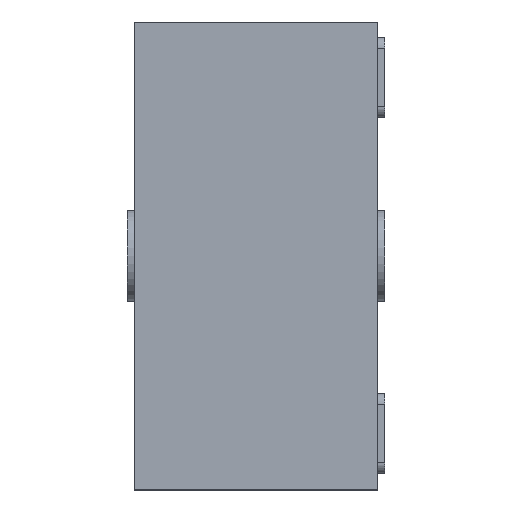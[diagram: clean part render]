
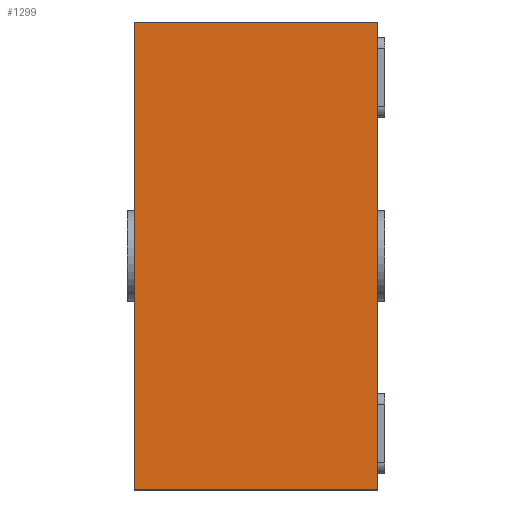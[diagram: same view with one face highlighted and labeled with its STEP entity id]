
A CAD part, left-side view. The second image highlights one B-rep face of the part: STEP entity #1299.
In plain terms, the highlighted planar face has unit normal (-1, 0, 0).
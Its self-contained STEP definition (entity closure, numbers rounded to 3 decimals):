
#10 = CARTESIAN_POINT ( 'NONE',  ( -1.019, -0.335, -0.644 ) ) ;
#26 = FACE_OUTER_BOUND ( 'NONE', #1814, .T. ) ;
#187 = CARTESIAN_POINT ( 'NONE',  ( -1.019, 0.335, 0.644 ) ) ;
#245 = EDGE_CURVE ( 'NONE', #687, #609, #1287, .T. ) ;
#328 = DIRECTION ( 'NONE',  ( 0., 0., 1. ) ) ;
#366 = DIRECTION ( 'NONE',  ( 1., 0., 0. ) ) ;
#428 = CARTESIAN_POINT ( 'NONE',  ( -1.019, 0.335, -0.644 ) ) ;
#444 = VERTEX_POINT ( 'NONE', #1484 ) ;
#478 = ORIENTED_EDGE ( 'NONE', *, *, #245, .T. ) ;
#604 = EDGE_CURVE ( 'NONE', #444, #609, #1171, .T. ) ;
#609 = VERTEX_POINT ( 'NONE', #1576 ) ;
#651 = LINE ( 'NONE', #2187, #1414 ) ;
#687 = VERTEX_POINT ( 'NONE', #10 ) ;
#737 = CARTESIAN_POINT ( 'NONE',  ( -1.019, -0.335, 0.644 ) ) ;
#800 = PLANE ( 'NONE',  #2450 ) ;
#963 = DIRECTION ( 'NONE',  ( 0., -1., 0. ) ) ;
#1144 = DIRECTION ( 'NONE',  ( 0., 0., -1. ) ) ;
#1171 = LINE ( 'NONE', #187, #2440 ) ;
#1273 = ORIENTED_EDGE ( 'NONE', *, *, #1718, .T. ) ;
#1287 = LINE ( 'NONE', #737, #2084 ) ;
#1299 = ADVANCED_FACE ( 'NONE', ( #26 ), #800, .F. ) ;
#1322 = VERTEX_POINT ( 'NONE', #1992 ) ;
#1414 = VECTOR ( 'NONE', #2214, 1000. ) ;
#1484 = CARTESIAN_POINT ( 'NONE',  ( -1.019, 0.335, 0.644 ) ) ;
#1558 = CARTESIAN_POINT ( 'NONE',  ( -1.019, 0.335, 0.644 ) ) ;
#1576 = CARTESIAN_POINT ( 'NONE',  ( -1.019, -0.335, 0.644 ) ) ;
#1718 = EDGE_CURVE ( 'NONE', #1322, #687, #2156, .T. ) ;
#1782 = ORIENTED_EDGE ( 'NONE', *, *, #604, .F. ) ;
#1814 = EDGE_LOOP ( 'NONE', ( #478, #1782, #1851, #1273 ) ) ;
#1851 = ORIENTED_EDGE ( 'NONE', *, *, #2185, .F. ) ;
#1977 = DIRECTION ( 'NONE',  ( 0., -1., 0. ) ) ;
#1992 = CARTESIAN_POINT ( 'NONE',  ( -1.019, 0.335, -0.644 ) ) ;
#2078 = VECTOR ( 'NONE', #1977, 1000. ) ;
#2084 = VECTOR ( 'NONE', #328, 1000. ) ;
#2156 = LINE ( 'NONE', #428, #2078 ) ;
#2185 = EDGE_CURVE ( 'NONE', #1322, #444, #651, .T. ) ;
#2187 = CARTESIAN_POINT ( 'NONE',  ( -1.019, 0.335, 0.644 ) ) ;
#2214 = DIRECTION ( 'NONE',  ( 0., 0., 1. ) ) ;
#2440 = VECTOR ( 'NONE', #963, 1000. ) ;
#2450 = AXIS2_PLACEMENT_3D ( 'NONE', #1558, #366, #1144 ) ;
